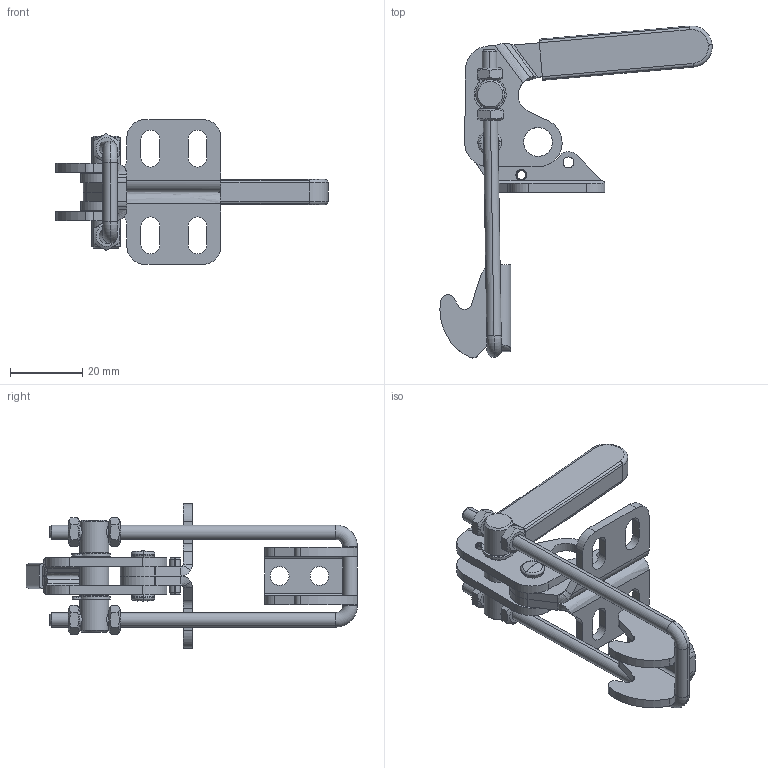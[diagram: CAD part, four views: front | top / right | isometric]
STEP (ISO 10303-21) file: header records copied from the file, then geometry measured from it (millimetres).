
FILE_DESCRIPTION((''),'2;1');
FILE_NAME('HC22V.stp','2009-10-27T15:20:18',('David'),(''),'Autodesk Inventor 8','Autodesk Inventor 8','');
FILE_SCHEMA(('AUTOMOTIVE_DESIGN { 1 0 10303 214 1 1 1 1 }'));
Length unit declared in the file: millimetre
Products named in the file (7): HC22V; HC22 SIDEPLATE ASSEMBLY; HC22 HANDLE ASSEMBLY; HC22 SPINDLE ASSEMBLY; HC22 HOOK; HC22 LATCH PLATE; ISO 13337 3 x 10
Assembly tree (6 placements, depth 2):
  HC22V
    HC22 SIDEPLATE ASSEMBLY
    HC22 HANDLE ASSEMBLY
    HC22 SPINDLE ASSEMBLY
    HC22 HOOK
    HC22 LATCH PLATE
    ISO 13337 3 x 10
Bounding box: 75.21 x 91.73 x 40 mm (x, y, z)
Volume: 16299.7 mm3; surface area: 16205.3 mm2
Topology: 10 solids, 10 shells, 403 faces, 1072 edges, 671 vertices
Faces by surface type: cylinder 134, plane 112, bspline 93, cone 46, torus 16, sphere 2
Entity records: 15482 total; most frequent: CARTESIAN_POINT 5466, ORIENTED_EDGE 2152, DIRECTION 2006, EDGE_CURVE 1076, AXIS2_PLACEMENT_3D 735, VERTEX_POINT 671, VECTOR 536, LINE 536
